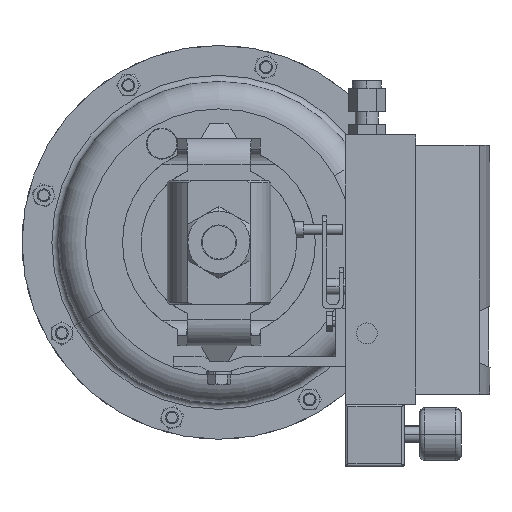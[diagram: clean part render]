
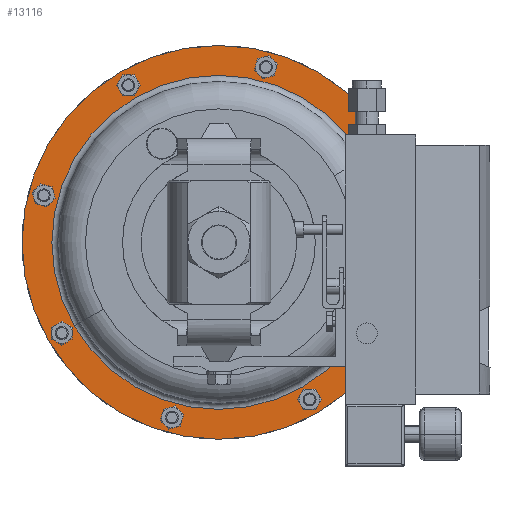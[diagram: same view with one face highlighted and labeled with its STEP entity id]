
A CAD part, front view. The second image highlights one B-rep face of the part: STEP entity #13116.
In plain terms, the highlighted planar face has unit normal (0, -1, 0).
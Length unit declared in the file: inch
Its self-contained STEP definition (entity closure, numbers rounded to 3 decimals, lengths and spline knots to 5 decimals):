
#1143 = AXIS2_PLACEMENT_3D ( 'NONE', #13577, #4119, #15179 ) ;
#1841 = CIRCLE ( 'NONE', #13519, 4.75 ) ;
#2057 = CARTESIAN_POINT ( 'NONE',  ( -4.11362, 8.604, -2.375 ) ) ;
#2665 = ORIENTED_EDGE ( 'NONE', *, *, #20146, .F. ) ;
#2822 = CARTESIAN_POINT ( 'NONE',  ( -2.375, 8.604, 4.11362 ) ) ;
#3080 = CIRCLE ( 'NONE', #9347, 4.75 ) ;
#3295 = EDGE_LOOP ( 'NONE', ( #7120, #20309 ) ) ;
#4119 = DIRECTION ( 'NONE',  ( 0., 1., 0. ) ) ;
#4227 = CARTESIAN_POINT ( 'NONE',  ( 4.11362, 8.604, 2.375 ) ) ;
#4328 = CARTESIAN_POINT ( 'NONE',  ( 0., 8.604, 0. ) ) ;
#5462 = ORIENTED_EDGE ( 'NONE', *, *, #6102, .F. ) ;
#5891 = DIRECTION ( 'NONE',  ( -0.866, 0., -0.5 ) ) ;
#5967 = DIRECTION ( 'NONE',  ( 0.866, 0., 0.5 ) ) ;
#6102 = EDGE_CURVE ( 'NONE', #11388, #17497, #1841, .T. ) ;
#6147 = DIRECTION ( 'NONE',  ( 0., 1., 0. ) ) ;
#6774 = DIRECTION ( 'NONE',  ( 0., 1., 0. ) ) ;
#7120 = ORIENTED_EDGE ( 'NONE', *, *, #13534, .T. ) ;
#7971 = EDGE_CURVE ( 'NONE', #13063, #14099, #12399, .T. ) ;
#8254 = AXIS2_PLACEMENT_3D ( 'NONE', #2822, #15461, #5967 ) ;
#8714 = FACE_BOUND ( 'NONE', #3295, .T. ) ;
#9347 = AXIS2_PLACEMENT_3D ( 'NONE', #4328, #15394, #5891 ) ;
#10383 = AXIS2_PLACEMENT_3D ( 'NONE', #16257, #6774, #17858 ) ;
#10578 = CARTESIAN_POINT ( 'NONE',  ( 3.48922, 8.604, 2.0145 ) ) ;
#10823 = EDGE_LOOP ( 'NONE', ( #2665, #5462 ) ) ;
#11388 = VERTEX_POINT ( 'NONE', #4227 ) ;
#12399 = CIRCLE ( 'NONE', #10383, 4.029 ) ;
#13063 = VERTEX_POINT ( 'NONE', #10578 ) ;
#13116 = ADVANCED_FACE ( 'NONE', ( #8714, #13917 ), #18596, .T. ) ;
#13519 = AXIS2_PLACEMENT_3D ( 'NONE', #15646, #6147, #17238 ) ;
#13534 = EDGE_CURVE ( 'NONE', #14099, #13063, #14914, .T. ) ;
#13577 = CARTESIAN_POINT ( 'NONE',  ( 0., 8.604, 0. ) ) ;
#13917 = FACE_OUTER_BOUND ( 'NONE', #10823, .T. ) ;
#14099 = VERTEX_POINT ( 'NONE', #20008 ) ;
#14914 = CIRCLE ( 'NONE', #1143, 4.029 ) ;
#15179 = DIRECTION ( 'NONE',  ( -0.866, 0., -0.5 ) ) ;
#15394 = DIRECTION ( 'NONE',  ( 0., 1., 0. ) ) ;
#15461 = DIRECTION ( 'NONE',  ( 0., -1., 0. ) ) ;
#15646 = CARTESIAN_POINT ( 'NONE',  ( 0., 8.604, 0. ) ) ;
#16257 = CARTESIAN_POINT ( 'NONE',  ( 0., 8.604, 0. ) ) ;
#17238 = DIRECTION ( 'NONE',  ( -0.866, 0., -0.5 ) ) ;
#17497 = VERTEX_POINT ( 'NONE', #2057 ) ;
#17858 = DIRECTION ( 'NONE',  ( -0.866, 0., -0.5 ) ) ;
#18596 = PLANE ( 'NONE',  #8254 ) ;
#20008 = CARTESIAN_POINT ( 'NONE',  ( -3.48922, 8.604, -2.0145 ) ) ;
#20146 = EDGE_CURVE ( 'NONE', #17497, #11388, #3080, .T. ) ;
#20309 = ORIENTED_EDGE ( 'NONE', *, *, #7971, .T. ) ;
